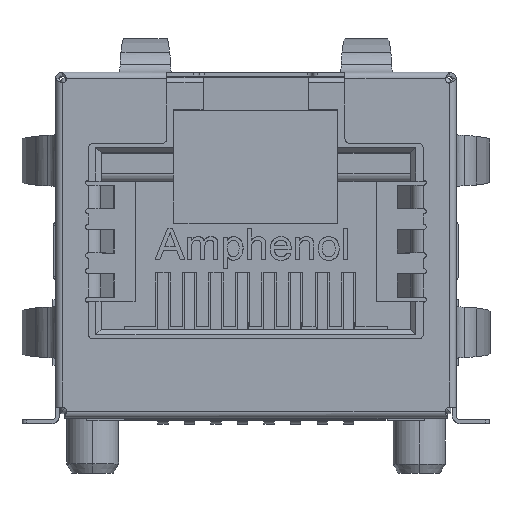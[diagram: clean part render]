
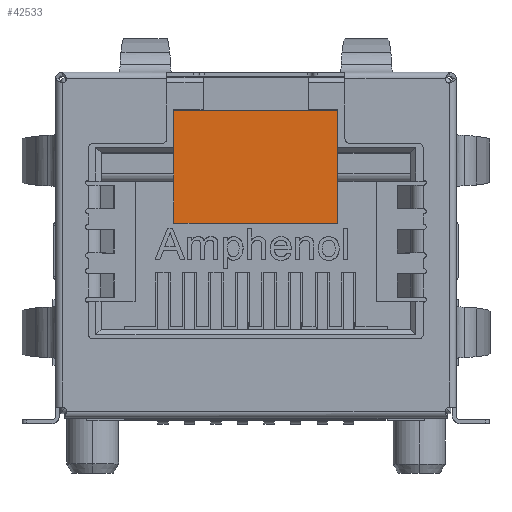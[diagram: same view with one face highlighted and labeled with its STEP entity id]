
A CAD part, top view. The second image highlights one B-rep face of the part: STEP entity #42533.
In plain terms, the highlighted planar face has unit normal (0, 0, 1).
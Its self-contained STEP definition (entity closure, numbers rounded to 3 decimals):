
#507 = ORIENTED_EDGE ( 'NONE', *, *, #41555, .T. ) ;
#1378 = CARTESIAN_POINT ( 'NONE',  ( -46.05, 1.2, -10.8 ) ) ;
#5897 = ORIENTED_EDGE ( 'NONE', *, *, #32456, .T. ) ;
#5983 = VECTOR ( 'NONE', #43088, 1000. ) ;
#6416 = FACE_OUTER_BOUND ( 'NONE', #34456, .T. ) ;
#6631 = ORIENTED_EDGE ( 'NONE', *, *, #31704, .T. ) ;
#7071 = DIRECTION ( 'NONE',  ( 1., 0., 0. ) ) ;
#8219 = CARTESIAN_POINT ( 'NONE',  ( -39.75, 5.8, -10.8 ) ) ;
#10155 = VERTEX_POINT ( 'NONE', #33503 ) ;
#11544 = LINE ( 'NONE', #8219, #30015 ) ;
#11653 = VERTEX_POINT ( 'NONE', #1378 ) ;
#13040 = CARTESIAN_POINT ( 'NONE',  ( -46.05, 5.8, -10.8 ) ) ;
#15691 = VERTEX_POINT ( 'NONE', #27184 ) ;
#16282 = LINE ( 'NONE', #39639, #41493 ) ;
#16650 = DIRECTION ( 'NONE',  ( 0., 0., 1. ) ) ;
#16883 = CARTESIAN_POINT ( 'NONE',  ( -70.977, 6.8, -10.8 ) ) ;
#17846 = ORIENTED_EDGE ( 'NONE', *, *, #27406, .T. ) ;
#19994 = PLANE ( 'NONE',  #21762 ) ;
#21493 = CARTESIAN_POINT ( 'NONE',  ( -70.977, 1.2, -10.8 ) ) ;
#21762 = AXIS2_PLACEMENT_3D ( 'NONE', #16883, #16650, #33558 ) ;
#22037 = VECTOR ( 'NONE', #7071, 1000. ) ;
#22740 = DIRECTION ( 'NONE',  ( -1., 0., 0. ) ) ;
#24382 = LINE ( 'NONE', #21493, #22037 ) ;
#25720 = LINE ( 'NONE', #13040, #5983 ) ;
#27184 = CARTESIAN_POINT ( 'NONE',  ( -39.75, 5.55, -10.8 ) ) ;
#27205 = CARTESIAN_POINT ( 'NONE',  ( -46.05, 5.55, -10.8 ) ) ;
#27406 = EDGE_CURVE ( 'NONE', #10155, #15691, #11544, .T. ) ;
#30015 = VECTOR ( 'NONE', #35355, 1000. ) ;
#31704 = EDGE_CURVE ( 'NONE', #15691, #42283, #16282, .T. ) ;
#32456 = EDGE_CURVE ( 'NONE', #42283, #11653, #25720, .T. ) ;
#33503 = CARTESIAN_POINT ( 'NONE',  ( -39.75, 1.2, -10.8 ) ) ;
#33558 = DIRECTION ( 'NONE',  ( 1., 0., 0. ) ) ;
#34456 = EDGE_LOOP ( 'NONE', ( #6631, #5897, #507, #17846 ) ) ;
#35355 = DIRECTION ( 'NONE',  ( 0., 1., 0. ) ) ;
#39639 = CARTESIAN_POINT ( 'NONE',  ( -70.977, 5.55, -10.8 ) ) ;
#41493 = VECTOR ( 'NONE', #22740, 1000. ) ;
#41555 = EDGE_CURVE ( 'NONE', #11653, #10155, #24382, .T. ) ;
#42283 = VERTEX_POINT ( 'NONE', #27205 ) ;
#42533 = ADVANCED_FACE ( 'NONE', ( #6416 ), #19994, .T. ) ;
#43088 = DIRECTION ( 'NONE',  ( 0., -1., 0. ) ) ;
